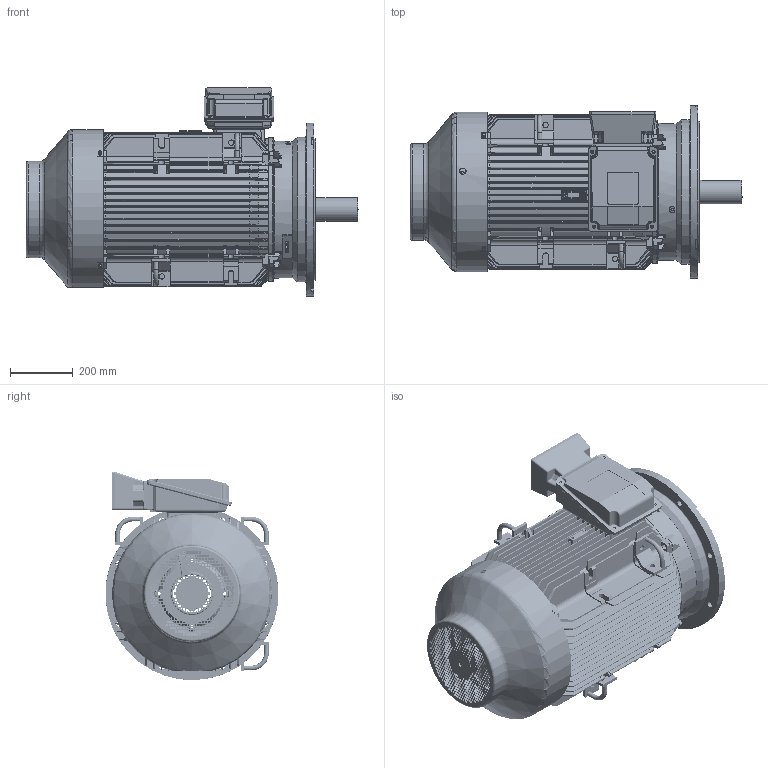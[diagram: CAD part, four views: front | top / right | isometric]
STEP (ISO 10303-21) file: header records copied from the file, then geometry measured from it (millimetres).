
FILE_DESCRIPTION( ( 'Unknown' ), '1' );
FILE_NAME( 'WP-DF280SE B5 4P.stp', 'Unknown', ( 'Unknown' ), ( 'Unknown' ), 'PSStep 17.0.49', 'Unknown', ' ' );
FILE_SCHEMA( ( 'AUTOMOTIVE_DESIGN { 1 0 10303 214 1 1 1 1 }' ) );
Length unit declared in the file: millimetre
Products named in the file (3): w3lfm
Bounding box: 1054.87 x 549.66 x 661.49 mm (x, y, z)
Volume: 35284775.3 mm3; surface area: 7143329.7 mm2
Topology: 3 solids, 6 shells, 6563 faces, 17860 edges, 11250 vertices
Faces by surface type: plane 3399, cylinder 1300, bspline 1161, cone 311, torus 250, sphere 142
Full cylindrical faces by diameter (mm): 5 x4, 5.188 x2, 6 x4, 6.985 x5, 8 x13, 8.5 x1, 8.985 x2, 10 x21, 11.979 x1, 14.188 x12, 14.376 x4, 15 x11, 16 x4, 17 x6, 17.5 x1, 19 x28, 20 x2, 21 x1, 75.02 x1, 85.05 x1, 86.325 x2, 87.98 x2, 89.98 x2, 90.019 x2, 99.01 x2, 100.23 x1, 105 x1, 120 x2, 190 x2, 228 x2
Entity records: 409774 total; most frequent: CARTESIAN_POINT 200215, ORIENTED_EDGE 34798, DIRECTION 29001, EDGE_CURVE 17399, VERTEX_POINT 11110, LINE 10077, VECTOR 10077, AXIS2_PLACEMENT_3D 9462
